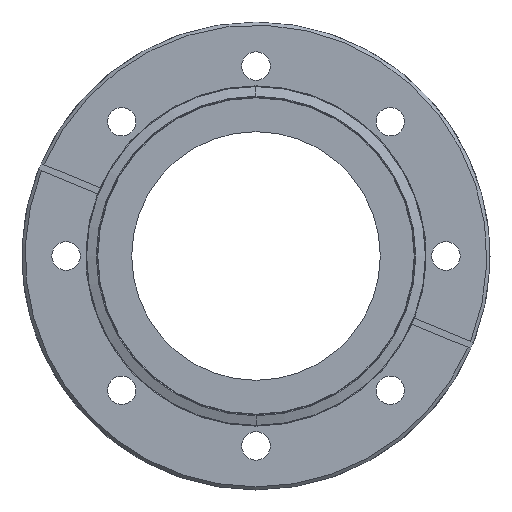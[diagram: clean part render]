
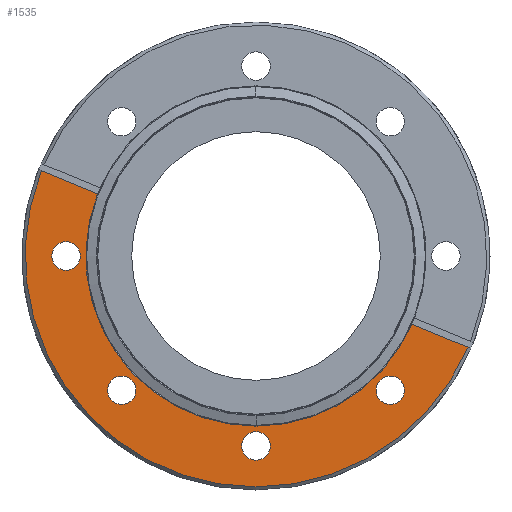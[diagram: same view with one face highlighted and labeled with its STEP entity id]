
A CAD part, left-side view. The second image highlights one B-rep face of the part: STEP entity #1535.
In plain terms, the highlighted planar face has unit normal (-1, 0, 0).
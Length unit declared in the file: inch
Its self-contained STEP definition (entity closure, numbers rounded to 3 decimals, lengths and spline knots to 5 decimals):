
#7 = AXIS2_PLACEMENT_3D ( 'NONE', #960, #761, #2003 ) ;
#24 = EDGE_LOOP ( 'NONE', ( #1131, #1704 ) ) ;
#33 = CARTESIAN_POINT ( 'NONE',  ( 0., 0., -1.678 ) ) ;
#62 = DIRECTION ( 'NONE',  ( 0., 0., 1. ) ) ;
#78 = AXIS2_PLACEMENT_3D ( 'NONE', #1862, #349, #953 ) ;
#79 = CARTESIAN_POINT ( 'NONE',  ( 0., 2.04882, 0.81509 ) ) ;
#107 = CARTESIAN_POINT ( 'NONE',  ( 0., 1.28269, -1.28269 ) ) ;
#110 = LINE ( 'NONE', #1085, #686 ) ;
#114 = EDGE_LOOP ( 'NONE', ( #1264, #326 ) ) ;
#137 = ORIENTED_EDGE ( 'NONE', *, *, #351, .F. ) ;
#146 = EDGE_CURVE ( 'NONE', #1548, #1572, #252, .T. ) ;
#167 = CIRCLE ( 'NONE', #698, 2.205 ) ;
#197 = CARTESIAN_POINT ( 'NONE',  ( 0., -1.28269, -1.14669 ) ) ;
#252 = LINE ( 'NONE', #582, #303 ) ;
#268 = AXIS2_PLACEMENT_3D ( 'NONE', #1167, #1469, #62 ) ;
#271 = EDGE_CURVE ( 'NONE', #501, #935, #1386, .T. ) ;
#289 = FACE_BOUND ( 'NONE', #24, .T. ) ;
#302 = VERTEX_POINT ( 'NONE', #1570 ) ;
#303 = VECTOR ( 'NONE', #1787, 39.37008 ) ;
#326 = ORIENTED_EDGE ( 'NONE', *, *, #692, .F. ) ;
#330 = CIRCLE ( 'NONE', #7, 0.136 ) ;
#331 = DIRECTION ( 'NONE',  ( 0., 0., 1. ) ) ;
#341 = EDGE_CURVE ( 'NONE', #1663, #1317, #1064, .T. ) ;
#349 = DIRECTION ( 'NONE',  ( -1., 0., 0. ) ) ;
#351 = EDGE_CURVE ( 'NONE', #1107, #1192, #330, .T. ) ;
#368 = CIRCLE ( 'NONE', #1323, 1.625 ) ;
#414 = CARTESIAN_POINT ( 'NONE',  ( 0., 1.28269, -1.14669 ) ) ;
#417 = CARTESIAN_POINT ( 'NONE',  ( 0., -1.48917, -0.65039 ) ) ;
#426 = CARTESIAN_POINT ( 'NONE',  ( 0., -1.28269, -1.28269 ) ) ;
#427 = AXIS2_PLACEMENT_3D ( 'NONE', #638, #1879, #476 ) ;
#459 = EDGE_LOOP ( 'NONE', ( #521, #137 ) ) ;
#472 = VERTEX_POINT ( 'NONE', #700 ) ;
#476 = DIRECTION ( 'NONE',  ( 0., 0., 1. ) ) ;
#489 = CARTESIAN_POINT ( 'NONE',  ( 0., 0., -1.814 ) ) ;
#501 = VERTEX_POINT ( 'NONE', #1722 ) ;
#521 = ORIENTED_EDGE ( 'NONE', *, *, #1859, .F. ) ;
#524 = ORIENTED_EDGE ( 'NONE', *, *, #1559, .F. ) ;
#544 = EDGE_LOOP ( 'NONE', ( #737, #1914, #1841, #959, #524, #1388 ) ) ;
#545 = CARTESIAN_POINT ( 'NONE',  ( 0., 0., -2.205 ) ) ;
#568 = AXIS2_PLACEMENT_3D ( 'NONE', #489, #1546, #331 ) ;
#582 = CARTESIAN_POINT ( 'NONE',  ( 0., -2.05281, -0.88386 ) ) ;
#589 = VERTEX_POINT ( 'NONE', #79 ) ;
#591 = DIRECTION ( 'NONE',  ( 0., 0., -1. ) ) ;
#601 = CARTESIAN_POINT ( 'NONE',  ( 0., 0., 0. ) ) ;
#613 = PLANE ( 'NONE',  #1919 ) ;
#633 = ORIENTED_EDGE ( 'NONE', *, *, #1935, .F. ) ;
#638 = CARTESIAN_POINT ( 'NONE',  ( 0., -1.28269, -1.28269 ) ) ;
#686 = VECTOR ( 'NONE', #919, 39.37008 ) ;
#692 = EDGE_CURVE ( 'NONE', #1317, #1663, #1928, .T. ) ;
#698 = AXIS2_PLACEMENT_3D ( 'NONE', #1378, #1539, #767 ) ;
#700 = CARTESIAN_POINT ( 'NONE',  ( 0., 1.814, -0.136 ) ) ;
#716 = CARTESIAN_POINT ( 'NONE',  ( 0., 1.814, 0. ) ) ;
#730 = EDGE_CURVE ( 'NONE', #589, #927, #167, .T. ) ;
#737 = ORIENTED_EDGE ( 'NONE', *, *, #1393, .F. ) ;
#741 = DIRECTION ( 'NONE',  ( -1., 0., 0. ) ) ;
#761 = DIRECTION ( 'NONE',  ( -1., 0., 0. ) ) ;
#767 = DIRECTION ( 'NONE',  ( 0., 0., -1. ) ) ;
#768 = FACE_BOUND ( 'NONE', #114, .T. ) ;
#777 = AXIS2_PLACEMENT_3D ( 'NONE', #716, #1784, #1661 ) ;
#811 = EDGE_LOOP ( 'NONE', ( #633, #1773 ) ) ;
#814 = VERTEX_POINT ( 'NONE', #1578 ) ;
#913 = DIRECTION ( 'NONE',  ( -1., 0., 0. ) ) ;
#919 = DIRECTION ( 'NONE',  ( 0., -0.924, -0.383 ) ) ;
#927 = VERTEX_POINT ( 'NONE', #545 ) ;
#935 = VERTEX_POINT ( 'NONE', #414 ) ;
#937 = FACE_OUTER_BOUND ( 'NONE', #544, .T. ) ;
#953 = DIRECTION ( 'NONE',  ( 0., 0., 1. ) ) ;
#959 = ORIENTED_EDGE ( 'NONE', *, *, #146, .F. ) ;
#960 = CARTESIAN_POINT ( 'NONE',  ( 0., 0., -1.814 ) ) ;
#961 = EDGE_CURVE ( 'NONE', #472, #302, #1459, .T. ) ;
#1064 = CIRCLE ( 'NONE', #427, 0.136 ) ;
#1068 = DIRECTION ( 'NONE',  ( -1., 0., 0. ) ) ;
#1079 = CARTESIAN_POINT ( 'NONE',  ( 0., 1.51289, 0.59311 ) ) ;
#1085 = CARTESIAN_POINT ( 'NONE',  ( 0., 1.51289, 0.59311 ) ) ;
#1097 = DIRECTION ( 'NONE',  ( -1., 0., 0. ) ) ;
#1107 = VERTEX_POINT ( 'NONE', #1593 ) ;
#1131 = ORIENTED_EDGE ( 'NONE', *, *, #1601, .F. ) ;
#1164 = AXIS2_PLACEMENT_3D ( 'NONE', #1849, #1097, #1555 ) ;
#1167 = CARTESIAN_POINT ( 'NONE',  ( 0., 1.28269, -1.28269 ) ) ;
#1192 = VERTEX_POINT ( 'NONE', #33 ) ;
#1201 = DIRECTION ( 'NONE',  ( -1., 0., 0. ) ) ;
#1264 = ORIENTED_EDGE ( 'NONE', *, *, #341, .F. ) ;
#1317 = VERTEX_POINT ( 'NONE', #1621 ) ;
#1323 = AXIS2_PLACEMENT_3D ( 'NONE', #601, #913, #1674 ) ;
#1329 = DIRECTION ( 'NONE',  ( 0., 0., -1. ) ) ;
#1378 = CARTESIAN_POINT ( 'NONE',  ( 0., 0., 0. ) ) ;
#1380 = FACE_BOUND ( 'NONE', #459, .T. ) ;
#1382 = DIRECTION ( 'NONE',  ( 0., 0., 1. ) ) ;
#1386 = CIRCLE ( 'NONE', #1642, 0.136 ) ;
#1388 = ORIENTED_EDGE ( 'NONE', *, *, #1833, .F. ) ;
#1393 = EDGE_CURVE ( 'NONE', #589, #1581, #110, .T. ) ;
#1422 = CIRCLE ( 'NONE', #568, 0.136 ) ;
#1459 = CIRCLE ( 'NONE', #777, 0.136 ) ;
#1469 = DIRECTION ( 'NONE',  ( -1., 0., 0. ) ) ;
#1474 = CARTESIAN_POINT ( 'NONE',  ( 0., 0., 0. ) ) ;
#1516 = CIRCLE ( 'NONE', #268, 0.136 ) ;
#1519 = FACE_BOUND ( 'NONE', #811, .T. ) ;
#1530 = CARTESIAN_POINT ( 'NONE',  ( 0., -2.02509, -0.87237 ) ) ;
#1535 = ADVANCED_FACE ( 'NONE', ( #1519, #768, #1380, #289, #937 ), #613, .F. ) ;
#1539 = DIRECTION ( 'NONE',  ( -1., 0., 0. ) ) ;
#1541 = DIRECTION ( 'NONE',  ( 1., 0., 0. ) ) ;
#1546 = DIRECTION ( 'NONE',  ( -1., 0., 0. ) ) ;
#1548 = VERTEX_POINT ( 'NONE', #417 ) ;
#1555 = DIRECTION ( 'NONE',  ( 0., 0., 1. ) ) ;
#1559 = EDGE_CURVE ( 'NONE', #814, #1548, #368, .T. ) ;
#1570 = CARTESIAN_POINT ( 'NONE',  ( 0., 1.814, 0.136 ) ) ;
#1571 = AXIS2_PLACEMENT_3D ( 'NONE', #426, #1068, #1673 ) ;
#1572 = VERTEX_POINT ( 'NONE', #1530 ) ;
#1578 = CARTESIAN_POINT ( 'NONE',  ( 0., 0., -1.625 ) ) ;
#1581 = VERTEX_POINT ( 'NONE', #1079 ) ;
#1593 = CARTESIAN_POINT ( 'NONE',  ( 0., 0., -1.95 ) ) ;
#1601 = EDGE_CURVE ( 'NONE', #935, #501, #1516, .T. ) ;
#1621 = CARTESIAN_POINT ( 'NONE',  ( 0., -1.28269, -1.41869 ) ) ;
#1642 = AXIS2_PLACEMENT_3D ( 'NONE', #107, #741, #1382 ) ;
#1661 = DIRECTION ( 'NONE',  ( 0., 0., 1. ) ) ;
#1663 = VERTEX_POINT ( 'NONE', #197 ) ;
#1673 = DIRECTION ( 'NONE',  ( 0., 0., 1. ) ) ;
#1674 = DIRECTION ( 'NONE',  ( 0., 0., 1. ) ) ;
#1704 = ORIENTED_EDGE ( 'NONE', *, *, #271, .F. ) ;
#1722 = CARTESIAN_POINT ( 'NONE',  ( 0., 1.28269, -1.41869 ) ) ;
#1773 = ORIENTED_EDGE ( 'NONE', *, *, #961, .F. ) ;
#1784 = DIRECTION ( 'NONE',  ( -1., 0., 0. ) ) ;
#1787 = DIRECTION ( 'NONE',  ( 0., -0.924, -0.383 ) ) ;
#1833 = EDGE_CURVE ( 'NONE', #1581, #814, #1873, .T. ) ;
#1835 = CIRCLE ( 'NONE', #78, 0.136 ) ;
#1841 = ORIENTED_EDGE ( 'NONE', *, *, #2029, .T. ) ;
#1849 = CARTESIAN_POINT ( 'NONE',  ( 0., 0., 0. ) ) ;
#1856 = CARTESIAN_POINT ( 'NONE',  ( 0., 2.235, 0. ) ) ;
#1859 = EDGE_CURVE ( 'NONE', #1192, #1107, #1422, .T. ) ;
#1862 = CARTESIAN_POINT ( 'NONE',  ( 0., 1.814, 0. ) ) ;
#1864 = AXIS2_PLACEMENT_3D ( 'NONE', #1474, #1201, #1329 ) ;
#1873 = CIRCLE ( 'NONE', #1164, 1.625 ) ;
#1879 = DIRECTION ( 'NONE',  ( -1., 0., 0. ) ) ;
#1914 = ORIENTED_EDGE ( 'NONE', *, *, #730, .T. ) ;
#1919 = AXIS2_PLACEMENT_3D ( 'NONE', #1856, #1541, #591 ) ;
#1928 = CIRCLE ( 'NONE', #1571, 0.136 ) ;
#1935 = EDGE_CURVE ( 'NONE', #302, #472, #1835, .T. ) ;
#1965 = CIRCLE ( 'NONE', #1864, 2.205 ) ;
#2003 = DIRECTION ( 'NONE',  ( 0., 0., 1. ) ) ;
#2029 = EDGE_CURVE ( 'NONE', #927, #1572, #1965, .T. ) ;
